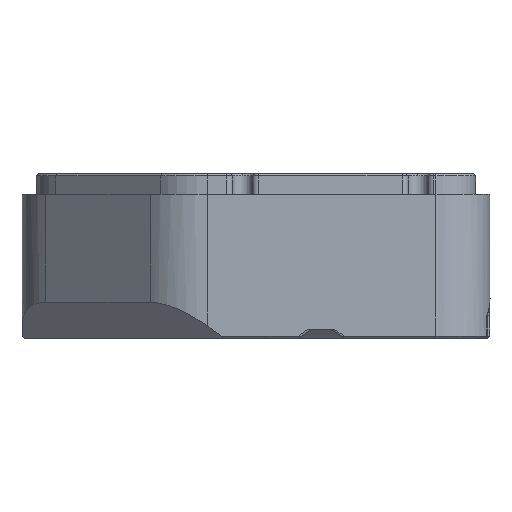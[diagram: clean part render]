
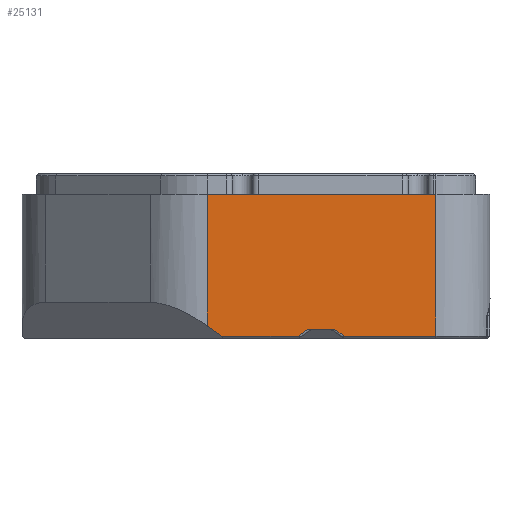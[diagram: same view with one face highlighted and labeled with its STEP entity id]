
A CAD part, left-side view. The second image highlights one B-rep face of the part: STEP entity #25131.
In plain terms, the highlighted planar face has unit normal (-1, 0, 0).
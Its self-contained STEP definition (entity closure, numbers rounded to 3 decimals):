
#25052=CARTESIAN_POINT('',(-88.,-1.,-8.));
#25053=DIRECTION('',(-1.,0.,0.));
#25054=DIRECTION('',(0.,0.,1.));
#25055=AXIS2_PLACEMENT_3D('',#25052,#25053,#25054);
#25056=PLANE('',#25055);
#25057=CARTESIAN_POINT('',(-88.,9.787,24.));
#25058=VERTEX_POINT('',#25057);
#25059=CARTESIAN_POINT('',(-88.,-41.,24.));
#25060=VERTEX_POINT('',#25059);
#25061=CARTESIAN_POINT('',(-88.,9.787,24.));
#25062=DIRECTION('',(0.,-1.,0.));
#25063=VECTOR('',#25062,50.787);
#25064=LINE('',#25061,#25063);
#25065=EDGE_CURVE('',#25058,#25060,#25064,.T.);
#25066=ORIENTED_EDGE('',*,*,#25065,.F.);
#25067=CARTESIAN_POINT('',(-88.,9.787,-5.272));
#25068=VERTEX_POINT('',#25067);
#25069=CARTESIAN_POINT('',(-88.,9.787,24.));
#25070=DIRECTION('',(-0.,-0.,-1.));
#25071=VECTOR('',#25070,29.272);
#25072=LINE('',#25069,#25071);
#25073=EDGE_CURVE('',#25058,#25068,#25072,.T.);
#25074=ORIENTED_EDGE('',*,*,#25073,.T.);
#25075=CARTESIAN_POINT('',(-88.,6.636,-7.5));
#25076=VERTEX_POINT('',#25075);
#25077=CARTESIAN_POINT('',(-88.,9.787,-5.272));
#25078=DIRECTION('',(-0.,-0.816,-0.577));
#25079=VECTOR('',#25078,3.859);
#25080=LINE('',#25077,#25079);
#25081=EDGE_CURVE('',#25068,#25076,#25080,.T.);
#25082=ORIENTED_EDGE('',*,*,#25081,.T.);
#25083=CARTESIAN_POINT('',(-88.,-10.379,-7.5));
#25084=VERTEX_POINT('',#25083);
#25085=CARTESIAN_POINT('',(-88.,6.636,-7.5));
#25086=DIRECTION('',(0.,-1.,0.));
#25087=VECTOR('',#25086,17.015);
#25088=LINE('',#25085,#25087);
#25089=EDGE_CURVE('',#25076,#25084,#25088,.T.);
#25090=ORIENTED_EDGE('',*,*,#25089,.T.);
#25091=CARTESIAN_POINT('',(-88.,-12.5,-6.));
#25092=VERTEX_POINT('',#25091);
#25093=CARTESIAN_POINT('',(-88.,-10.379,-7.5));
#25094=DIRECTION('',(0.,-0.816,0.577));
#25095=VECTOR('',#25094,2.598);
#25096=LINE('',#25093,#25095);
#25097=EDGE_CURVE('',#25084,#25092,#25096,.T.);
#25098=ORIENTED_EDGE('',*,*,#25097,.T.);
#25099=CARTESIAN_POINT('',(-88.,-18.5,-6.));
#25100=VERTEX_POINT('',#25099);
#25101=CARTESIAN_POINT('',(-88.,-12.5,-6.));
#25102=DIRECTION('',(0.,-1.,0.));
#25103=VECTOR('',#25102,6.);
#25104=LINE('',#25101,#25103);
#25105=EDGE_CURVE('',#25092,#25100,#25104,.T.);
#25106=ORIENTED_EDGE('',*,*,#25105,.T.);
#25107=CARTESIAN_POINT('',(-88.,-20.621,-7.5));
#25108=VERTEX_POINT('',#25107);
#25109=CARTESIAN_POINT('',(-88.,-18.5,-6.));
#25110=DIRECTION('',(-0.,-0.816,-0.577));
#25111=VECTOR('',#25110,2.598);
#25112=LINE('',#25109,#25111);
#25113=EDGE_CURVE('',#25100,#25108,#25112,.T.);
#25114=ORIENTED_EDGE('',*,*,#25113,.T.);
#25115=CARTESIAN_POINT('',(-88.,-41.,-7.5));
#25116=VERTEX_POINT('',#25115);
#25117=CARTESIAN_POINT('',(-88.,-20.621,-7.5));
#25118=DIRECTION('',(0.,-1.,0.));
#25119=VECTOR('',#25118,20.379);
#25120=LINE('',#25117,#25119);
#25121=EDGE_CURVE('',#25108,#25116,#25120,.T.);
#25122=ORIENTED_EDGE('',*,*,#25121,.T.);
#25123=CARTESIAN_POINT('',(-88.,-41.,-7.5));
#25124=DIRECTION('',(-0.,-0.,1.));
#25125=VECTOR('',#25124,31.5);
#25126=LINE('',#25123,#25125);
#25127=EDGE_CURVE('',#25116,#25060,#25126,.T.);
#25128=ORIENTED_EDGE('',*,*,#25127,.T.);
#25129=EDGE_LOOP('',(#25066,#25074,#25082,#25090,#25098,#25106,#25114,#25122,#25128));
#25130=FACE_BOUND('',#25129,.T.);
#25131=ADVANCED_FACE('',(#25130),#25056,.T.);
